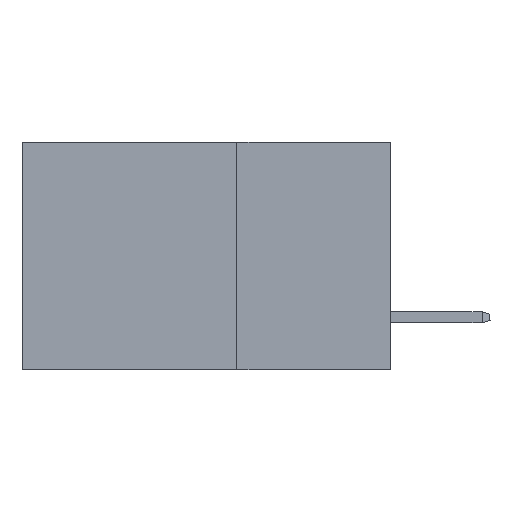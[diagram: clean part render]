
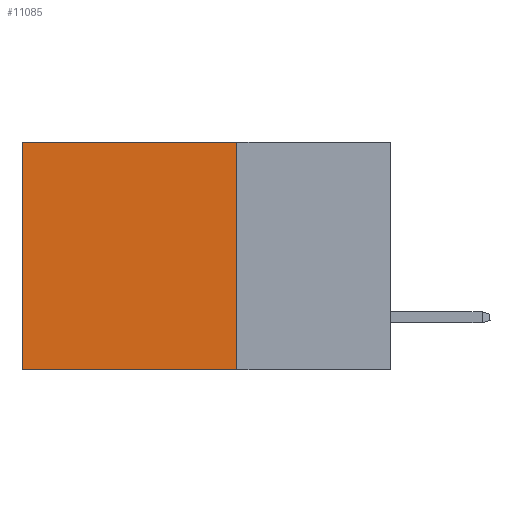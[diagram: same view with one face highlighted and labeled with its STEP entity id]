
A CAD part, left-side view. The second image highlights one B-rep face of the part: STEP entity #11085.
In plain terms, the highlighted planar face has unit normal (-1, 0, 0).
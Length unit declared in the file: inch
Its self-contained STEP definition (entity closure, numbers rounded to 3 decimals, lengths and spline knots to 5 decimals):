
#1051 = LINE ( 'NONE', #8251, #22870 ) ;
#1139 = ORIENTED_EDGE ( 'NONE', *, *, #5302, .F. ) ;
#1148 = LINE ( 'NONE', #1201, #16680 ) ;
#1201 = CARTESIAN_POINT ( 'NONE',  ( 0.2875, 0.25, -0.37 ) ) ;
#1368 = FACE_OUTER_BOUND ( 'NONE', #4200, .T. ) ;
#1816 = AXIS2_PLACEMENT_3D ( 'NONE', #4503, #8610, #10647 ) ;
#1998 = CARTESIAN_POINT ( 'NONE',  ( 0.2875, 0.6, 0. ) ) ;
#3747 = VECTOR ( 'NONE', #13820, 39.37008 ) ;
#4200 = EDGE_LOOP ( 'NONE', ( #25299, #1139, #7972, #13249 ) ) ;
#4407 = PLANE ( 'NONE',  #1816 ) ;
#4503 = CARTESIAN_POINT ( 'NONE',  ( 0.2875, 0.25, 0. ) ) ;
#5061 = EDGE_CURVE ( 'NONE', #27355, #24692, #10760, .T. ) ;
#5302 = EDGE_CURVE ( 'NONE', #16183, #24692, #1148, .T. ) ;
#6090 = EDGE_CURVE ( 'NONE', #15880, #16183, #13068, .T. ) ;
#7972 = ORIENTED_EDGE ( 'NONE', *, *, #6090, .F. ) ;
#8251 = CARTESIAN_POINT ( 'NONE',  ( 0.2875, 0.25, 0. ) ) ;
#8425 = DIRECTION ( 'NONE',  ( 0., 1., 0. ) ) ;
#8610 = DIRECTION ( 'NONE',  ( 1., 0., 0. ) ) ;
#10647 = DIRECTION ( 'NONE',  ( 0., 0., -1. ) ) ;
#10760 = LINE ( 'NONE', #19154, #3747 ) ;
#10915 = EDGE_CURVE ( 'NONE', #15880, #27355, #1051, .T. ) ;
#11085 = ADVANCED_FACE ( 'NONE', ( #1368 ), #4407, .F. ) ;
#13068 = LINE ( 'NONE', #19033, #17989 ) ;
#13249 = ORIENTED_EDGE ( 'NONE', *, *, #10915, .T. ) ;
#13820 = DIRECTION ( 'NONE',  ( 0., 0., -1. ) ) ;
#15880 = VERTEX_POINT ( 'NONE', #27141 ) ;
#16183 = VERTEX_POINT ( 'NONE', #19419 ) ;
#16680 = VECTOR ( 'NONE', #20797, 39.37008 ) ;
#17989 = VECTOR ( 'NONE', #21124, 39.37008 ) ;
#19033 = CARTESIAN_POINT ( 'NONE',  ( 0.2875, 0.25, 0. ) ) ;
#19154 = CARTESIAN_POINT ( 'NONE',  ( 0.2875, 0.6, 0. ) ) ;
#19419 = CARTESIAN_POINT ( 'NONE',  ( 0.2875, 0.25, -0.37 ) ) ;
#20797 = DIRECTION ( 'NONE',  ( 0., 1., 0. ) ) ;
#21124 = DIRECTION ( 'NONE',  ( 0., 0., -1. ) ) ;
#22870 = VECTOR ( 'NONE', #8425, 39.37008 ) ;
#23398 = CARTESIAN_POINT ( 'NONE',  ( 0.2875, 0.6, -0.37 ) ) ;
#24692 = VERTEX_POINT ( 'NONE', #23398 ) ;
#25299 = ORIENTED_EDGE ( 'NONE', *, *, #5061, .T. ) ;
#27141 = CARTESIAN_POINT ( 'NONE',  ( 0.2875, 0.25, 0. ) ) ;
#27355 = VERTEX_POINT ( 'NONE', #1998 ) ;
